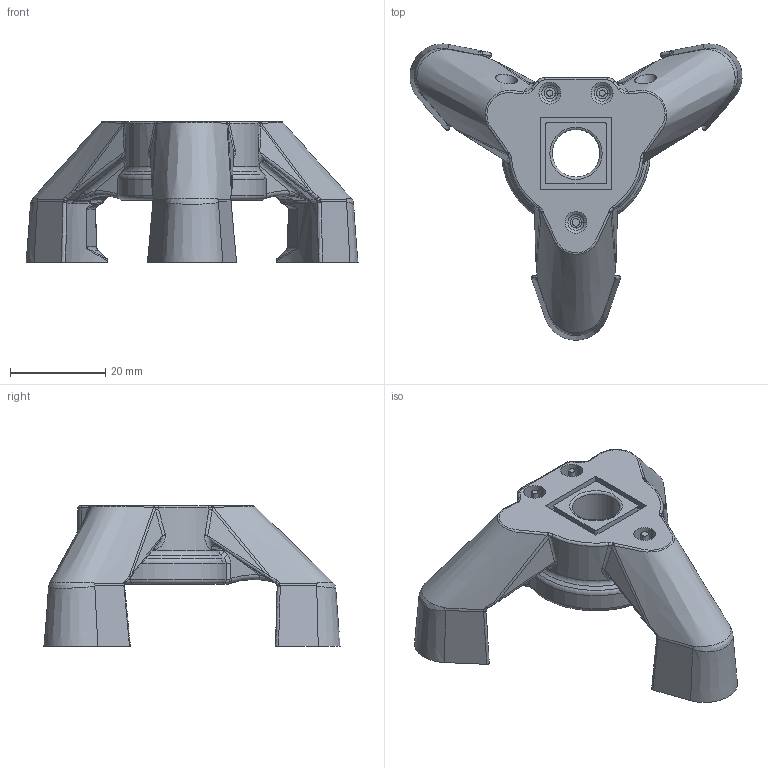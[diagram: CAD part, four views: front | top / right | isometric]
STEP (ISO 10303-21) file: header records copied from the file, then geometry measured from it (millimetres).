
FILE_DESCRIPTION(/* description */ (''),/* implementation_level */ '2;1');
FILE_NAME(/* name */ 'Gear cap.stp',/* time_stamp */ '2024-08-09T23:29:24-06:00',/* author */ ('PC'),/* organization */ (''),/* preprocessor_version */ 'ST-DEVELOPER v20',/* originating_system */ 'Autodesk Inventor 2025',/* authorisation */ '');
FILE_SCHEMA (('AUTOMOTIVE_DESIGN { 1 0 10303 214 3 1 1 }'));
Length unit declared in the file: millimetre
Products named in the file (1): Gear cap
Bounding box: 69.75 x 62.24 x 29.6 mm (x, y, z)
Volume: 20439.9 mm3; surface area: 10006.5 mm2
Topology: 1 solids, 1 shells, 438 faces, 1036 edges, 609 vertices
Faces by surface type: bspline 229, cylinder 80, plane 71, torus 43, cone 11, sphere 4
Full cylindrical faces by diameter (mm): 1.3 x2, 1.6 x1, 3.4 x5, 4.35 x3, 4.6 x5, 6.35 x2, 6.45 x1, 10 x1, 18.17 x1, 18.8 x1, 21.2 x1
Entity records: 23161 total; most frequent: CARTESIAN_POINT 13973, ORIENTED_EDGE 2056, DIRECTION 1691, EDGE_CURVE 1028, AXIS2_PLACEMENT_3D 761, VERTEX_POINT 609, EDGE_LOOP 457, CIRCLE 440
